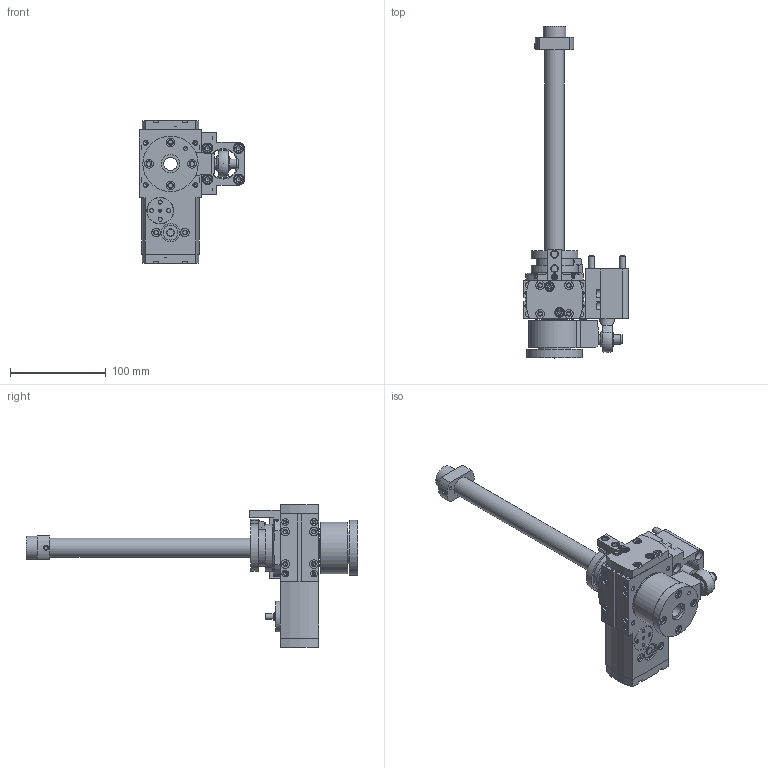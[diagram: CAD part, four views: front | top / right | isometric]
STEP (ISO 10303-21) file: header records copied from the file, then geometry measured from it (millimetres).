
FILE_DESCRIPTION(/* description */ ('STEP AP214'),/* implementation_level */ '2;1');
FILE_NAME(/* name */ '1107097_EHMB-20-200',/* time_stamp */ '2024-08-27T15:45:06+02:00',/* author */ ('License CC BY-ND 4.0'),/* organization */ ('CADENAS'),/* preprocessor_version */ 'ST-DEVELOPER v19.3',/* originating_system */ 'PARTsolutions',/* authorisation */ ' ');
FILE_SCHEMA (('AUTOMOTIVE_DESIGN {1 0 10303 214 3 1 1}'));
Length unit declared in the file: millimetre
Products named in the file (20): 1107097 EHMB-20-200---(0 0); 1094202 EHMB-20; EHMB-20 200---(0); 1107097 EHMB-20-200_(guide); 1095985 EHMB-20; 9261 SGS-M10x1,25---(S_0_0_0); 1230860 EHMB-20; DIN-915 - M3x6(F); 723714 ERMB-20; ISO-4762 M5x12; 4953894 EHMB-20; ISO-4762 M4x20; 4884990 EHMB-20; ISO-4762 M6x55; 1074088 EHMB-20; ISO-4762 M4x12; 1094152 EHMB-20; ISO-4762 M3x10; 552706ERMB-20---(W); 8146544 ZBH-7-B
Assembly tree (32 placements, depth 2):
  1107097 EHMB-20-200---(0 0)
    1094202 EHMB-20
    EHMB-20 200---(0)
    1107097 EHMB-20-200_(guide)
    1095985 EHMB-20
    9261 SGS-M10x1,25---(S_0_0_0)
    1230860 EHMB-20  x2
    DIN-915 - M3x6(F)  x2
    723714 ERMB-20
    ISO-4762 M5x12  x2
    4953894 EHMB-20
    ISO-4762 M4x20  x4
    4884990 EHMB-20
    ISO-4762 M6x55  x4
    1074088 EHMB-20
    ISO-4762 M4x12  x4
    1094152 EHMB-20
    ISO-4762 M3x10
    552706ERMB-20---(W)
    8146544 ZBH-7-B  x2
Bounding box: 110 x 347.5 x 149 mm (x, y, z)
Volume: 535794.1 mm3; surface area: 206909.1 mm2
Topology: 32 solids, 32 shells, 1222 faces, 2809 edges, 1784 vertices
Faces by surface type: plane 566, cylinder 326, cone 312, torus 14, sphere 4
Full cylindrical faces by diameter (mm): 2 x2, 2.459 x12, 2.5 x4, 3 x3, 3.1 x8, 3.242 x18, 3.4 x3, 4 x9, 4.134 x24, 4.3 x4, 4.5 x12, 4.917 x8, 5 x9, 5.5 x3, 6 x8, 6.5 x3, 6.6 x4, 6.917 x2, 7 x24, 7.8 x4, 8 x8, 8.5 x2, 8.647 x1, 8.7 x1, 9 x16, 9.67 x1, 10 x10, 11 x4, 14 x1, 15.352 x1
Entity records: 24321 total; most frequent: DIRECTION 4086, CARTESIAN_POINT 3954, ORIENTED_EDGE 3004, AXIS2_PLACEMENT_3D 1714, FACE_BOUND 1602, EDGE_LOOP 1550, EDGE_CURVE 1502, VERTEX_POINT 1234
